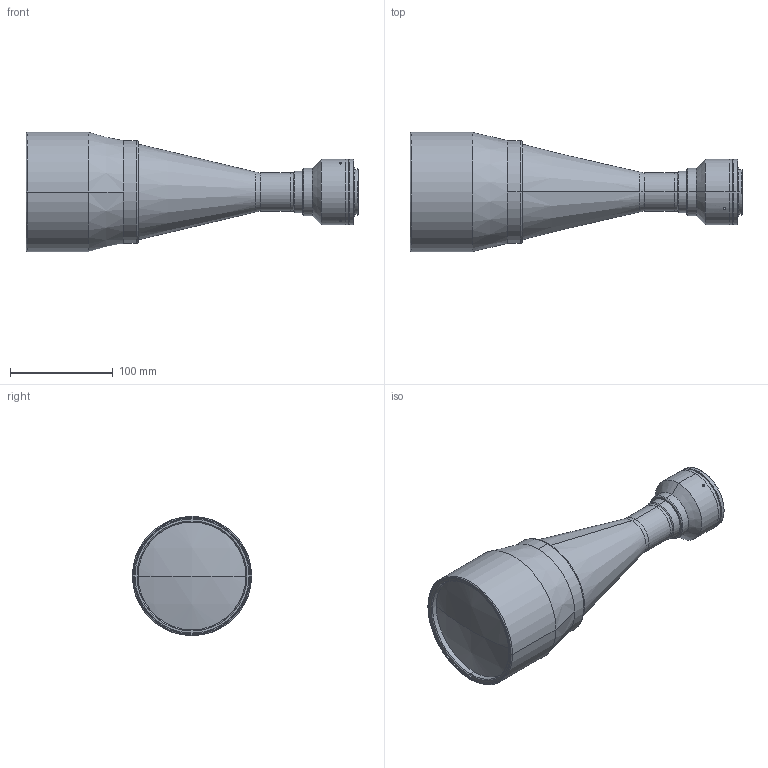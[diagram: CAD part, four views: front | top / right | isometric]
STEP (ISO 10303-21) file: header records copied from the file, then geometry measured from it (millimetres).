
FILE_DESCRIPTION (( 'STEP AP203' ), '1' );
FILE_NAME ('DP71439_TC4MHR080-F.step', '2021-10-05T10:25:25', ( '' ), ( '' ), 'SwSTEP 2.0', 'SolidWorks 2021', '' );
FILE_SCHEMA (( 'CONFIG_CONTROL_DESIGN' ));
Length unit declared in the file: millimetre
Products named in the file (1): DP71439_TC4MHR080-F
Bounding box: 322.96 x 116 x 116 mm (x, y, z)
Surface area: 116086.8 mm2 (no closed solid volume)
Topology: 0 solids, 13 shells, 120 faces, 346 edges, 239 vertices
Faces by surface type: cylinder 46, plane 42, cone 24, torus 6, sphere 2
Entity records: 4260 total; most frequent: CARTESIAN_POINT 964, DIRECTION 734, ORIENTED_EDGE 563, EDGE_CURVE 346, AXIS2_PLACEMENT_3D 289, VERTEX_POINT 239, CIRCLE 168, LINE 156
